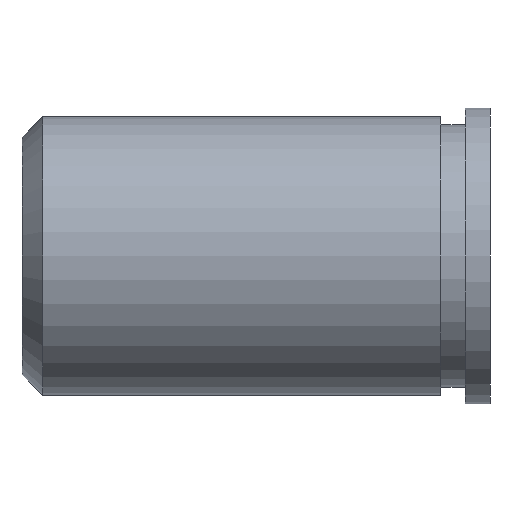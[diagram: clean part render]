
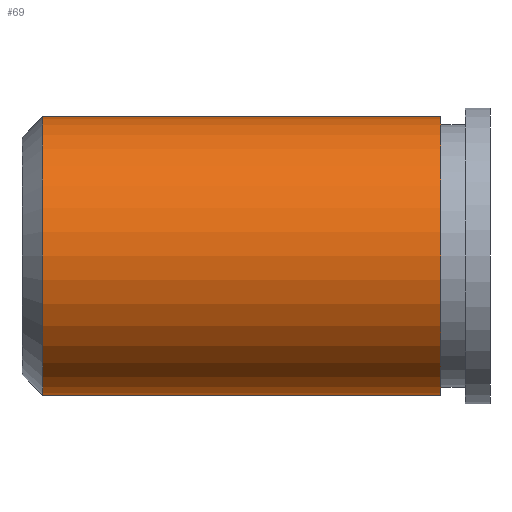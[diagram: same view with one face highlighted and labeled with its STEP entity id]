
A CAD part, left-side view. The second image highlights one B-rep face of the part: STEP entity #69.
In plain terms, the highlighted cylindrical face has radius 4.312 mm (diameter 8.623 mm), a partial arc.
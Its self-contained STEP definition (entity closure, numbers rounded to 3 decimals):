
#29 = EDGE_CURVE ( 'NONE', #37, #177, #302, .T. ) ;
#37 = VERTEX_POINT ( 'NONE', #329 ) ;
#53 = EDGE_CURVE ( 'NONE', #157, #178, #388, .T. ) ;
#61 = EDGE_CURVE ( 'NONE', #37, #157, #324, .T. ) ;
#65 = ORIENTED_EDGE ( 'NONE', *, *, #53, .T. ) ;
#69 = ADVANCED_FACE ( 'NONE', ( #555 ), #476, .T. ) ;
#76 = EDGE_LOOP ( 'NONE', ( #119, #98, #65, #112 ) ) ;
#98 = ORIENTED_EDGE ( 'NONE', *, *, #61, .T. ) ;
#112 = ORIENTED_EDGE ( 'NONE', *, *, #131, .F. ) ;
#119 = ORIENTED_EDGE ( 'NONE', *, *, #29, .F. ) ;
#131 = EDGE_CURVE ( 'NONE', #177, #178, #557, .T. ) ;
#157 = VERTEX_POINT ( 'NONE', #700 ) ;
#177 = VERTEX_POINT ( 'NONE', #755 ) ;
#178 = VERTEX_POINT ( 'NONE', #754 ) ;
#302 = LINE ( 'NONE', #403, #402 ) ;
#320 = DIRECTION ( 'NONE',  ( 0., 0., 1. ) ) ;
#321 = DIRECTION ( 'NONE',  ( 0., 1., 0. ) ) ;
#322 = CARTESIAN_POINT ( 'NONE',  ( 0., -5.715, 0. ) ) ;
#323 = AXIS2_PLACEMENT_3D ( 'NONE', #322, #321, #320 ) ;
#324 = CIRCLE ( 'NONE', #323, 4.312 ) ;
#329 = CARTESIAN_POINT ( 'NONE',  ( 0., -5.715, -4.312 ) ) ;
#337 = DIRECTION ( 'NONE',  ( 0., 1., 0. ) ) ;
#338 = VECTOR ( 'NONE', #337, 1000. ) ;
#362 = DIRECTION ( 'NONE',  ( 0., 1., 0. ) ) ;
#387 = CARTESIAN_POINT ( 'NONE',  ( 0., 7.239, 4.312 ) ) ;
#388 = LINE ( 'NONE', #387, #338 ) ;
#402 = VECTOR ( 'NONE', #362, 1000. ) ;
#403 = CARTESIAN_POINT ( 'NONE',  ( 0., 7.239, -4.312 ) ) ;
#440 = CARTESIAN_POINT ( 'NONE',  ( 0., 7.239, 0. ) ) ;
#441 = AXIS2_PLACEMENT_3D ( 'NONE', #440, #446, #445 ) ;
#445 = DIRECTION ( 'NONE',  ( 0., 0., 1. ) ) ;
#446 = DIRECTION ( 'NONE',  ( 0., 1., 0. ) ) ;
#476 = CYLINDRICAL_SURFACE ( 'NONE', #441, 4.312 ) ;
#555 = FACE_OUTER_BOUND ( 'NONE', #76, .T. ) ;
#556 = AXIS2_PLACEMENT_3D ( 'NONE', #644, #645, #629 ) ;
#557 = CIRCLE ( 'NONE', #556, 4.312 ) ;
#629 = DIRECTION ( 'NONE',  ( 0., 0., 1. ) ) ;
#644 = CARTESIAN_POINT ( 'NONE',  ( 0., 6.604, 0. ) ) ;
#645 = DIRECTION ( 'NONE',  ( 0., 1., 0. ) ) ;
#700 = CARTESIAN_POINT ( 'NONE',  ( 0., -5.715, 4.312 ) ) ;
#754 = CARTESIAN_POINT ( 'NONE',  ( 0., 6.604, 4.312 ) ) ;
#755 = CARTESIAN_POINT ( 'NONE',  ( 0., 6.604, -4.312 ) ) ;
